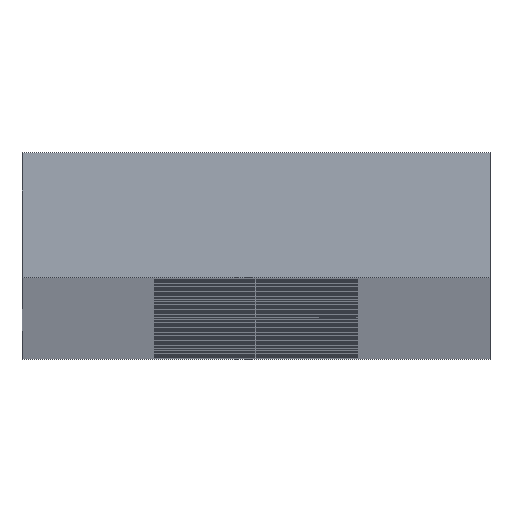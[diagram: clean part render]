
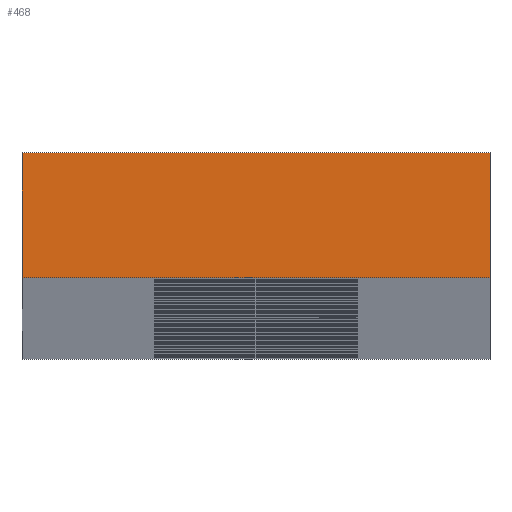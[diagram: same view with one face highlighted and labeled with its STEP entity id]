
A CAD part, top view. The second image highlights one B-rep face of the part: STEP entity #468.
In plain terms, the highlighted planar face has unit normal (0, 0, 1).
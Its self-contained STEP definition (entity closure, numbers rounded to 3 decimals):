
#13 = CARTESIAN_POINT ( 'NONE',  ( 15., -4., 1500. ) ) ;
#468 = ADVANCED_FACE ( 'NONE', ( #6867 ), #17625, .F. ) ;
#1541 = DIRECTION ( 'NONE',  ( 1., 0., 0. ) ) ;
#1721 = VECTOR ( 'NONE', #19588, 1000. ) ;
#1750 = EDGE_CURVE ( 'NONE', #20160, #16555, #2439, .T. ) ;
#2439 = LINE ( 'NONE', #19330, #1721 ) ;
#2917 = CARTESIAN_POINT ( 'NONE',  ( 15., 4., 1500. ) ) ;
#3311 = DIRECTION ( 'NONE',  ( 0., -1., 0. ) ) ;
#3803 = DIRECTION ( 'NONE',  ( -1., 0., 0. ) ) ;
#4485 = LINE ( 'NONE', #20126, #17340 ) ;
#4648 = VERTEX_POINT ( 'NONE', #19672 ) ;
#4977 = CARTESIAN_POINT ( 'NONE',  ( -15., 4., 1500. ) ) ;
#6867 = FACE_OUTER_BOUND ( 'NONE', #18861, .T. ) ;
#8854 = EDGE_CURVE ( 'NONE', #4648, #15411, #18822, .T. ) ;
#9665 = EDGE_CURVE ( 'NONE', #20160, #4648, #4485, .T. ) ;
#10119 = AXIS2_PLACEMENT_3D ( 'NONE', #13150, #17700, #3803 ) ;
#11333 = EDGE_CURVE ( 'NONE', #16555, #15411, #16371, .T. ) ;
#11547 = VECTOR ( 'NONE', #1541, 1000. ) ;
#12943 = VECTOR ( 'NONE', #18835, 1000. ) ;
#13150 = CARTESIAN_POINT ( 'NONE',  ( 15., 4., 1500. ) ) ;
#14026 = CARTESIAN_POINT ( 'NONE',  ( 15., 4., 1500. ) ) ;
#14364 = ORIENTED_EDGE ( 'NONE', *, *, #8854, .T. ) ;
#15318 = CARTESIAN_POINT ( 'NONE',  ( 15., -4., 1500. ) ) ;
#15411 = VERTEX_POINT ( 'NONE', #15318 ) ;
#16031 = ORIENTED_EDGE ( 'NONE', *, *, #9665, .T. ) ;
#16371 = LINE ( 'NONE', #2917, #12943 ) ;
#16555 = VERTEX_POINT ( 'NONE', #14026 ) ;
#17340 = VECTOR ( 'NONE', #3311, 1000. ) ;
#17625 = PLANE ( 'NONE',  #10119 ) ;
#17700 = DIRECTION ( 'NONE',  ( 0., 0., -1. ) ) ;
#18662 = ORIENTED_EDGE ( 'NONE', *, *, #1750, .F. ) ;
#18771 = ORIENTED_EDGE ( 'NONE', *, *, #11333, .F. ) ;
#18822 = LINE ( 'NONE', #13, #11547 ) ;
#18835 = DIRECTION ( 'NONE',  ( 0., -1., 0. ) ) ;
#18861 = EDGE_LOOP ( 'NONE', ( #14364, #18771, #18662, #16031 ) ) ;
#19330 = CARTESIAN_POINT ( 'NONE',  ( 15., 4., 1500. ) ) ;
#19588 = DIRECTION ( 'NONE',  ( 1., 0., 0. ) ) ;
#19672 = CARTESIAN_POINT ( 'NONE',  ( -15., -4., 1500. ) ) ;
#20126 = CARTESIAN_POINT ( 'NONE',  ( -15., 4., 1500. ) ) ;
#20160 = VERTEX_POINT ( 'NONE', #4977 ) ;
